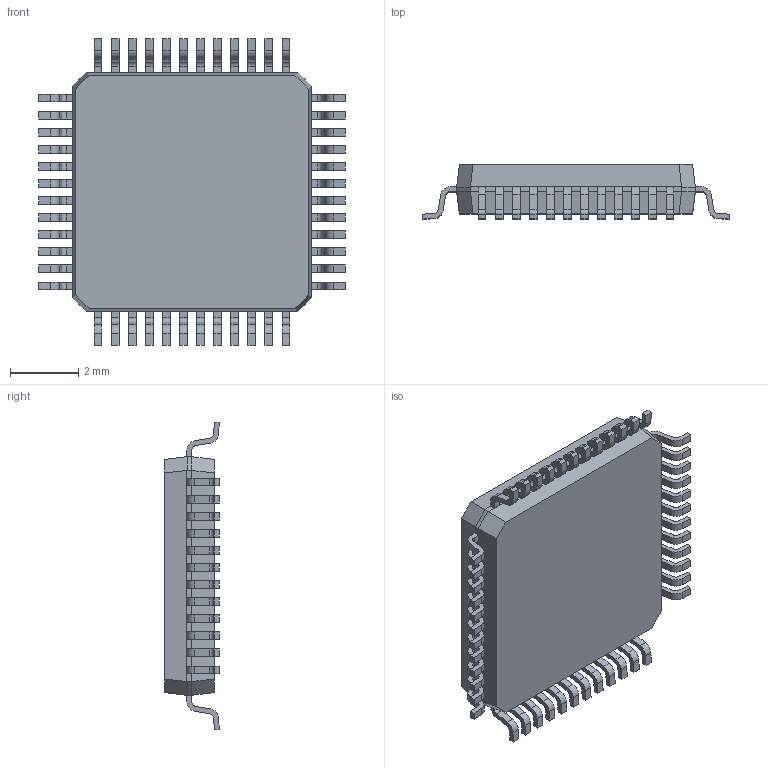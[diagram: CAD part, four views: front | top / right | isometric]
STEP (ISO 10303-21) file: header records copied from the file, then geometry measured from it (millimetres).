
FILE_DESCRIPTION(/* description */ ('STEP AP214'),/* implementation_level */ '2;1');
FILE_NAME(/* name */ 'METUPowerLab_Interfaces_USBBridges_48-LQFP_.step',/* time_stamp */ '2025-05-19T15:21:39+03:00',/* author */ (''),/* organization */ (''),/* preprocessor_version */ 'ST-DEVELOPER v20.1',/* originating_system */ 'Autodesk Translation Framework v14.4.0.0',/* authorisation */ '');
FILE_SCHEMA (('AUTOMOTIVE_DESIGN { 1 0 10303 214 3 1 1 }'));
Length unit declared in the file: millimetre
Products named in the file (1): FT232HL-REEL
Bounding box: 9 x 1.6 x 9 mm (x, y, z)
Volume: 71.5 mm3; surface area: 189.6 mm2
Topology: 50 solids, 50 shells, 703 faces, 1806 edges, 1204 vertices
Faces by surface type: plane 509, cylinder 194
Full cylindrical faces by diameter (mm): 0.5 x2
Entity records: 21273 total; most frequent: CARTESIAN_POINT 3714, ORIENTED_EDGE 3612, DIRECTION 3602, EDGE_CURVE 1806, LINE 1418, VECTOR 1418, VERTEX_POINT 1204, AXIS2_PLACEMENT_3D 1092
